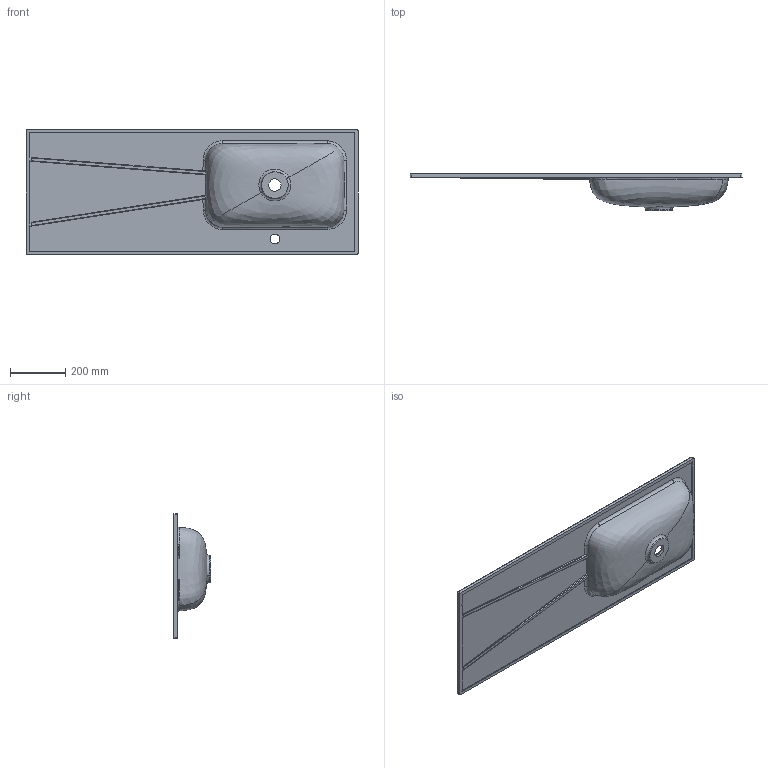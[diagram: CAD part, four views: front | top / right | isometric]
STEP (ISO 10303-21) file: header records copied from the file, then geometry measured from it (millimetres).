
FILE_DESCRIPTION (( 'STEP AP214' ), '1' );
FILE_NAME ('Della 1200 R.STEP', '2021-03-01T11:55:33', ( '' ), ( '' ), 'SwSTEP 2.0', 'SolidWorks 2020', '' );
FILE_SCHEMA (( 'AUTOMOTIVE_DESIGN' ));
Length unit declared in the file: millimetre
Products named in the file (1): Della 1200 R
Bounding box: 1200 x 134 x 450.73 mm (x, y, z)
Volume: 7573793.3 mm3; surface area: 1323485.2 mm2
Topology: 1 solids, 1 shells, 72 faces, 201 edges, 132 vertices
Faces by surface type: bspline 27, plane 23, cylinder 18, cone 4
Entity records: 28769 total; most frequent: CARTESIAN_POINT 27150, ORIENTED_EDGE 402, DIRECTION 238, EDGE_CURVE 201, VERTEX_POINT 132, AXIS2_PLACEMENT_3D 86, EDGE_LOOP 79, FACE_OUTER_BOUND 72
